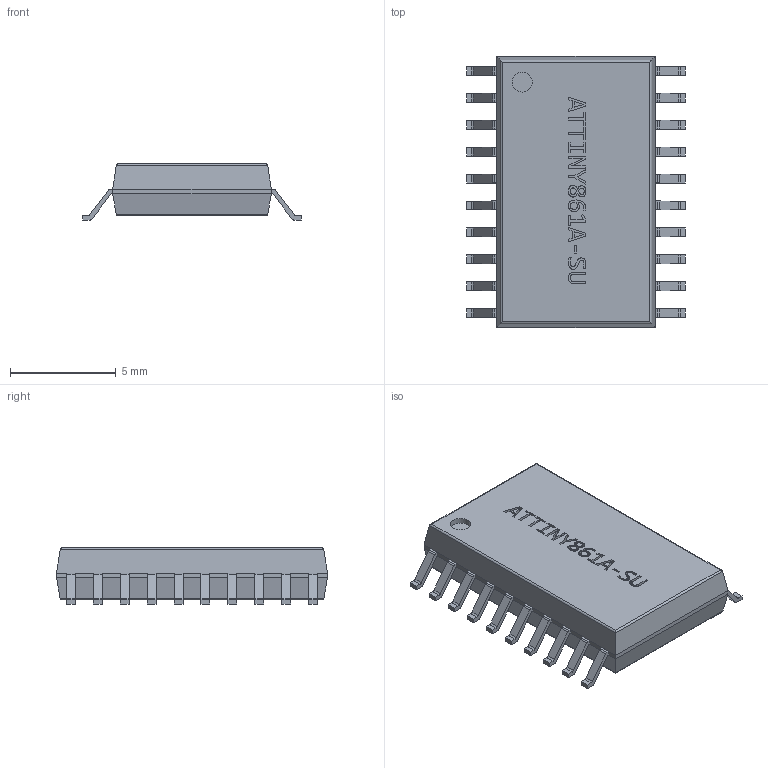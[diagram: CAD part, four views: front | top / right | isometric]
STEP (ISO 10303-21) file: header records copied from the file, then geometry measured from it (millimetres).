
FILE_DESCRIPTION(('FreeCAD Model'),'2;1');
FILE_NAME('28185.1.1.stp','2017-09-07T23:10:41',('Author' ),(''),'Open CASCADE STEP processor 6.8','FreeCAD','Unknown');
FILE_SCHEMA(('AUTOMOTIVE_DESIGN_CC2 { 1 2 10303 214 -1 1 5 4 }'));
Length unit declared in the file: millimetre
Products named in the file (3): ASSEMBLY; Body; PinsArrayLR
Assembly tree (2 placements, depth 2):
  ASSEMBLY
    Body
    PinsArrayLR
Bounding box: 10.32 x 12.8 x 2.65 mm (x, y, z)
Volume: 229.5 mm3; surface area: 341.1 mm2
Topology: 21 solids, 21 shells, 552 faces, 1457 edges, 966 vertices
Faces by surface type: plane 335, extrusion 148, cylinder 69
Full cylindrical faces by diameter (mm): 0.938 x1
Entity records: 36473 total; most frequent: CARTESIAN_POINT 7902, DIRECTION 4753, VECTOR 3617, LINE 3469, ORIENTED_EDGE 2914, PCURVE 2914, DEFINITIONAL_REPRESENTATION 2914, EDGE_CURVE 1457
